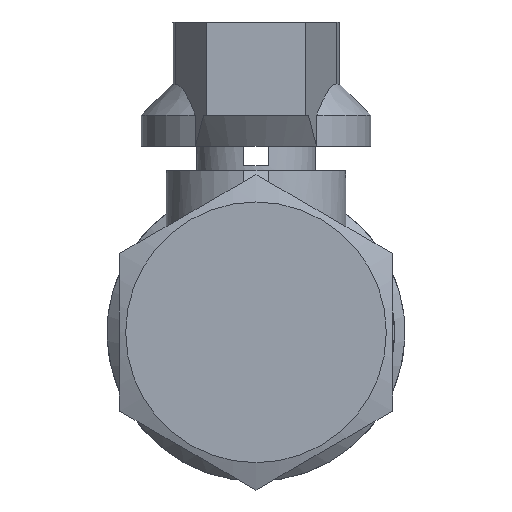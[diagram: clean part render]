
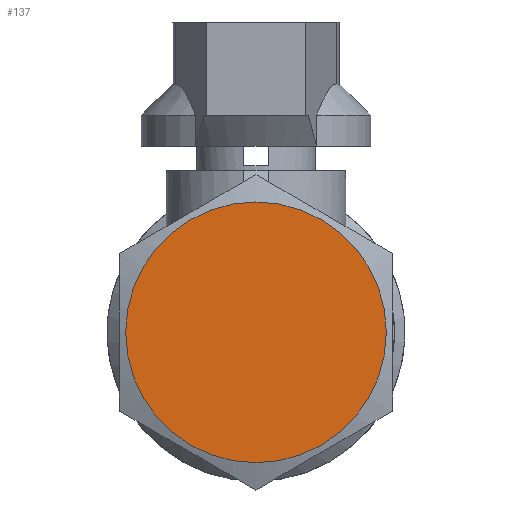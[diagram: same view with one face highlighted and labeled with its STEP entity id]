
A CAD part, left-side view. The second image highlights one B-rep face of the part: STEP entity #137.
In plain terms, the highlighted planar face has unit normal (-1, 0, 0).
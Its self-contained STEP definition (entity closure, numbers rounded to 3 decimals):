
#137 = ADVANCED_FACE( '', ( #283 ), #284, .F. );
#283 = FACE_OUTER_BOUND( '', #437, .T. );
#284 = PLANE( '', #438 );
#437 = EDGE_LOOP( '', ( #939 ) );
#438 = AXIS2_PLACEMENT_3D( '', #940, #941, #942 );
#939 = ORIENTED_EDGE( '', *, *, #1165, .F. );
#940 = CARTESIAN_POINT( '', ( -26., 0., -12.702 ) );
#941 = DIRECTION( '', ( 1., 0., 0. ) );
#942 = DIRECTION( '', ( 0., 1., 0. ) );
#1165 = EDGE_CURVE( '', #1447, #1447, #1448, .T. );
#1447 = VERTEX_POINT( '', #2039 );
#1448 = CIRCLE( '', #2040, 10.5 );
#2039 = CARTESIAN_POINT( '', ( -26., 0., -10.5 ) );
#2040 = AXIS2_PLACEMENT_3D( '', #2310, #2311, #2312 );
#2310 = CARTESIAN_POINT( '', ( -26., 0., 0. ) );
#2311 = DIRECTION( '', ( 1., 0., 0. ) );
#2312 = DIRECTION( '', ( 0., 0., -1. ) );
